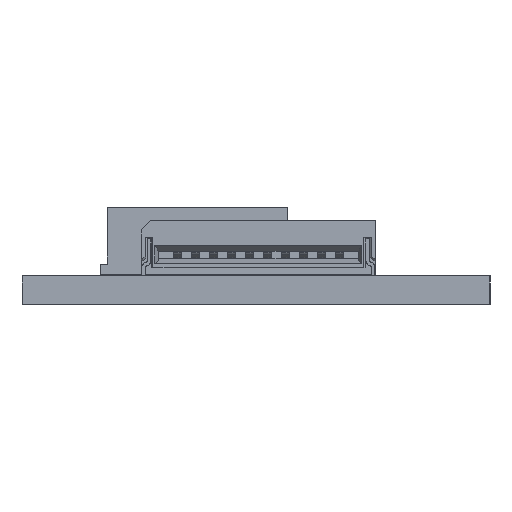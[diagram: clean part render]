
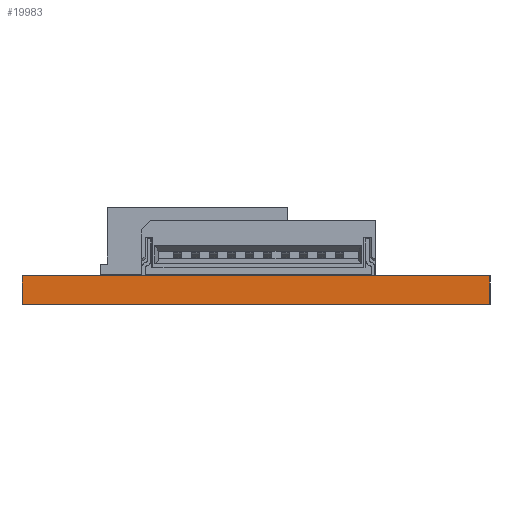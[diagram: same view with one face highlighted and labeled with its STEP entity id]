
A CAD part, left-side view. The second image highlights one B-rep face of the part: STEP entity #19983.
In plain terms, the highlighted planar face has unit normal (-1, 0, 0).
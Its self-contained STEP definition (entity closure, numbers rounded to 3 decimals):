
#19802 = PLANE('',#19803);
#19803 = AXIS2_PLACEMENT_3D('',#19804,#19805,#19806);
#19804 = CARTESIAN_POINT('',(24.,13.,0.));
#19805 = DIRECTION('',(0.,-1.,0.));
#19806 = DIRECTION('',(-1.,0.,0.));
#19827 = VERTEX_POINT('',#19828);
#19828 = CARTESIAN_POINT('',(-24.,13.,1.6));
#19842 = PLANE('',#19843);
#19843 = AXIS2_PLACEMENT_3D('',#19844,#19845,#19846);
#19844 = CARTESIAN_POINT('',(0.,0.,1.6));
#19845 = DIRECTION('',(0.,0.,1.));
#19846 = DIRECTION('',(1.,0.,-0.));
#19854 = EDGE_CURVE('',#19855,#19827,#19857,.T.);
#19855 = VERTEX_POINT('',#19856);
#19856 = CARTESIAN_POINT('',(-24.,13.,0.));
#19857 = SURFACE_CURVE('',#19858,(#19862,#19869),.PCURVE_S1.);
#19858 = LINE('',#19859,#19860);
#19859 = CARTESIAN_POINT('',(-24.,13.,0.));
#19860 = VECTOR('',#19861,1.);
#19861 = DIRECTION('',(0.,0.,1.));
#19862 = PCURVE('',#19802,#19863);
#19863 = DEFINITIONAL_REPRESENTATION('',(#19864),#19868);
#19864 = LINE('',#19865,#19866);
#19865 = CARTESIAN_POINT('',(48.,0.));
#19866 = VECTOR('',#19867,1.);
#19867 = DIRECTION('',(0.,-1.));
#19868 = ( GEOMETRIC_REPRESENTATION_CONTEXT(2) 
PARAMETRIC_REPRESENTATION_CONTEXT() REPRESENTATION_CONTEXT('2D SPACE',''
  ) );
#19869 = PCURVE('',#19870,#19875);
#19870 = PLANE('',#19871);
#19871 = AXIS2_PLACEMENT_3D('',#19872,#19873,#19874);
#19872 = CARTESIAN_POINT('',(-24.,13.,0.));
#19873 = DIRECTION('',(1.,0.,-0.));
#19874 = DIRECTION('',(0.,-1.,0.));
#19875 = DEFINITIONAL_REPRESENTATION('',(#19876),#19880);
#19876 = LINE('',#19877,#19878);
#19877 = CARTESIAN_POINT('',(0.,0.));
#19878 = VECTOR('',#19879,1.);
#19879 = DIRECTION('',(0.,-1.));
#19880 = ( GEOMETRIC_REPRESENTATION_CONTEXT(2) 
PARAMETRIC_REPRESENTATION_CONTEXT() REPRESENTATION_CONTEXT('2D SPACE',''
  ) );
#19896 = PLANE('',#19897);
#19897 = AXIS2_PLACEMENT_3D('',#19898,#19899,#19900);
#19898 = CARTESIAN_POINT('',(0.,0.,0.));
#19899 = DIRECTION('',(0.,0.,1.));
#19900 = DIRECTION('',(1.,0.,-0.));
#19929 = PLANE('',#19930);
#19930 = AXIS2_PLACEMENT_3D('',#19931,#19932,#19933);
#19931 = CARTESIAN_POINT('',(-24.,-13.,0.));
#19932 = DIRECTION('',(0.,1.,0.));
#19933 = DIRECTION('',(1.,0.,0.));
#19983 = ADVANCED_FACE('',(#19984),#19870,.F.);
#19984 = FACE_BOUND('',#19985,.F.);
#19985 = EDGE_LOOP('',(#19986,#19987,#20010,#20033));
#19986 = ORIENTED_EDGE('',*,*,#19854,.T.);
#19987 = ORIENTED_EDGE('',*,*,#19988,.T.);
#19988 = EDGE_CURVE('',#19827,#19989,#19991,.T.);
#19989 = VERTEX_POINT('',#19990);
#19990 = CARTESIAN_POINT('',(-24.,-13.,1.6));
#19991 = SURFACE_CURVE('',#19992,(#19996,#20003),.PCURVE_S1.);
#19992 = LINE('',#19993,#19994);
#19993 = CARTESIAN_POINT('',(-24.,13.,1.6));
#19994 = VECTOR('',#19995,1.);
#19995 = DIRECTION('',(0.,-1.,0.));
#19996 = PCURVE('',#19870,#19997);
#19997 = DEFINITIONAL_REPRESENTATION('',(#19998),#20002);
#19998 = LINE('',#19999,#20000);
#19999 = CARTESIAN_POINT('',(0.,-1.6));
#20000 = VECTOR('',#20001,1.);
#20001 = DIRECTION('',(1.,0.));
#20002 = ( GEOMETRIC_REPRESENTATION_CONTEXT(2) 
PARAMETRIC_REPRESENTATION_CONTEXT() REPRESENTATION_CONTEXT('2D SPACE',''
  ) );
#20003 = PCURVE('',#19842,#20004);
#20004 = DEFINITIONAL_REPRESENTATION('',(#20005),#20009);
#20005 = LINE('',#20006,#20007);
#20006 = CARTESIAN_POINT('',(-24.,13.));
#20007 = VECTOR('',#20008,1.);
#20008 = DIRECTION('',(0.,-1.));
#20009 = ( GEOMETRIC_REPRESENTATION_CONTEXT(2) 
PARAMETRIC_REPRESENTATION_CONTEXT() REPRESENTATION_CONTEXT('2D SPACE',''
  ) );
#20010 = ORIENTED_EDGE('',*,*,#20011,.F.);
#20011 = EDGE_CURVE('',#20012,#19989,#20014,.T.);
#20012 = VERTEX_POINT('',#20013);
#20013 = CARTESIAN_POINT('',(-24.,-13.,0.));
#20014 = SURFACE_CURVE('',#20015,(#20019,#20026),.PCURVE_S1.);
#20015 = LINE('',#20016,#20017);
#20016 = CARTESIAN_POINT('',(-24.,-13.,0.));
#20017 = VECTOR('',#20018,1.);
#20018 = DIRECTION('',(0.,0.,1.));
#20019 = PCURVE('',#19870,#20020);
#20020 = DEFINITIONAL_REPRESENTATION('',(#20021),#20025);
#20021 = LINE('',#20022,#20023);
#20022 = CARTESIAN_POINT('',(26.,0.));
#20023 = VECTOR('',#20024,1.);
#20024 = DIRECTION('',(0.,-1.));
#20025 = ( GEOMETRIC_REPRESENTATION_CONTEXT(2) 
PARAMETRIC_REPRESENTATION_CONTEXT() REPRESENTATION_CONTEXT('2D SPACE',''
  ) );
#20026 = PCURVE('',#19929,#20027);
#20027 = DEFINITIONAL_REPRESENTATION('',(#20028),#20032);
#20028 = LINE('',#20029,#20030);
#20029 = CARTESIAN_POINT('',(0.,0.));
#20030 = VECTOR('',#20031,1.);
#20031 = DIRECTION('',(0.,-1.));
#20032 = ( GEOMETRIC_REPRESENTATION_CONTEXT(2) 
PARAMETRIC_REPRESENTATION_CONTEXT() REPRESENTATION_CONTEXT('2D SPACE',''
  ) );
#20033 = ORIENTED_EDGE('',*,*,#20034,.F.);
#20034 = EDGE_CURVE('',#19855,#20012,#20035,.T.);
#20035 = SURFACE_CURVE('',#20036,(#20040,#20047),.PCURVE_S1.);
#20036 = LINE('',#20037,#20038);
#20037 = CARTESIAN_POINT('',(-24.,13.,0.));
#20038 = VECTOR('',#20039,1.);
#20039 = DIRECTION('',(0.,-1.,0.));
#20040 = PCURVE('',#19870,#20041);
#20041 = DEFINITIONAL_REPRESENTATION('',(#20042),#20046);
#20042 = LINE('',#20043,#20044);
#20043 = CARTESIAN_POINT('',(0.,0.));
#20044 = VECTOR('',#20045,1.);
#20045 = DIRECTION('',(1.,0.));
#20046 = ( GEOMETRIC_REPRESENTATION_CONTEXT(2) 
PARAMETRIC_REPRESENTATION_CONTEXT() REPRESENTATION_CONTEXT('2D SPACE',''
  ) );
#20047 = PCURVE('',#19896,#20048);
#20048 = DEFINITIONAL_REPRESENTATION('',(#20049),#20053);
#20049 = LINE('',#20050,#20051);
#20050 = CARTESIAN_POINT('',(-24.,13.));
#20051 = VECTOR('',#20052,1.);
#20052 = DIRECTION('',(0.,-1.));
#20053 = ( GEOMETRIC_REPRESENTATION_CONTEXT(2) 
PARAMETRIC_REPRESENTATION_CONTEXT() REPRESENTATION_CONTEXT('2D SPACE',''
  ) );
